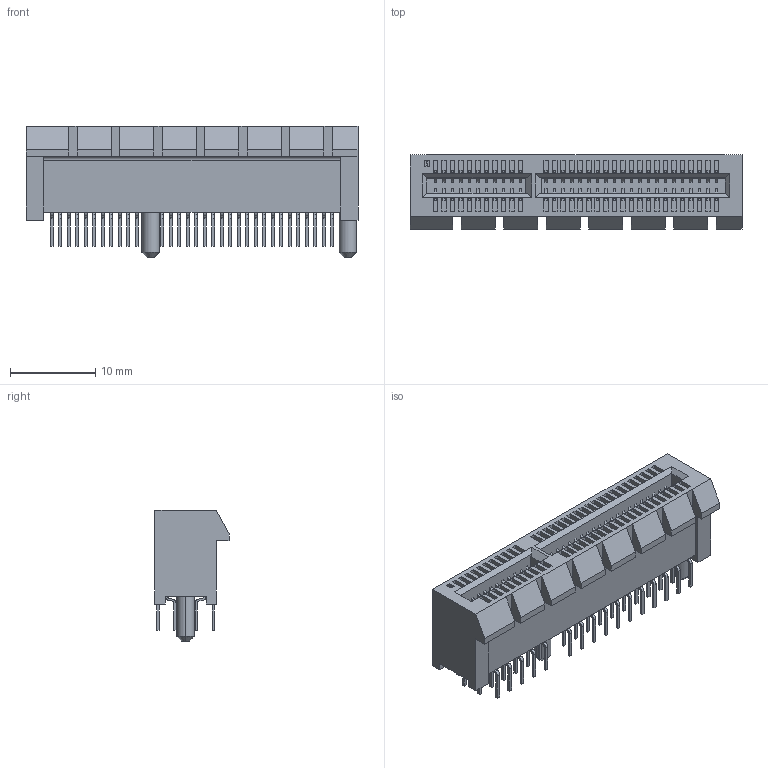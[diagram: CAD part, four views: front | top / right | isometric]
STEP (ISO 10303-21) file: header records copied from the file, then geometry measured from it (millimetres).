
FILE_DESCRIPTION((''),'2;1');
FILE_NAME('C-5-1612163-2','2009-12-04T',('workeradm'),(''),'PRO/ENGINEER BY PARAMETRIC TECHNOLOGY CORPORATION, 2008380','PRO/ENGINEER BY PARAMETRIC TECHNOLOGY CORPORATION, 2008380','');
FILE_SCHEMA(('AUTOMOTIVE_DESIGN { 1 0 10303 214 1 1 1 1 }'));
Length unit declared in the file: millimetre
Products named in the file (1): C-5-1612163-2
Bounding box: 39 x 8.7 x 15.4 mm (x, y, z)
Volume: 2316.7 mm3; surface area: 2981.4 mm2
Topology: 1 solids, 1 shells, 1831 faces, 4679 edges, 3112 vertices
Faces by surface type: plane 1373, cylinder 454, cone 4
Entity records: 55109 total; most frequent: CARTESIAN_POINT 9623, ORIENTED_EDGE 9358, DIRECTION 9253, EDGE_CURVE 4679, VECTOR 3767, LINE 3767, VERTEX_POINT 3112, AXIS2_PLACEMENT_3D 2743
